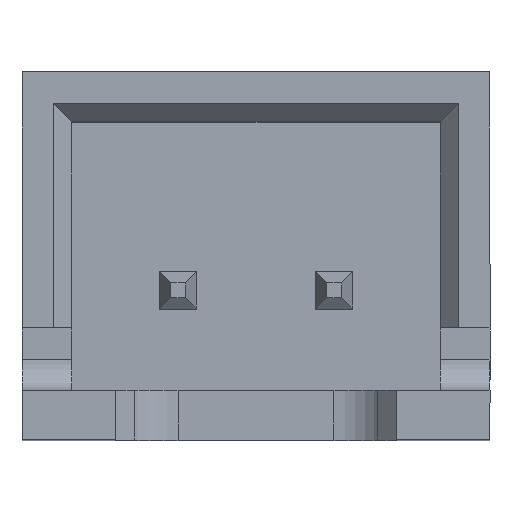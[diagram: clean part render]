
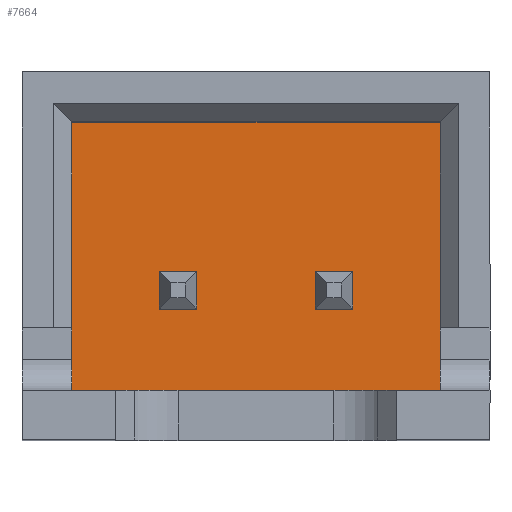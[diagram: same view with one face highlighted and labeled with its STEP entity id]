
A CAD part, top view. The second image highlights one B-rep face of the part: STEP entity #7664.
In plain terms, the highlighted planar face has unit normal (0, 0, 1).
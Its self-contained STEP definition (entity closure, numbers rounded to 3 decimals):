
#65 = AXIS2_PLACEMENT_3D ( 'NONE', #7473, #9578, #9648 ) ;
#171 = VECTOR ( 'NONE', #13527, 1000. ) ;
#268 = EDGE_CURVE ( 'NONE', #2095, #5101, #7917, .T. ) ;
#547 = PLANE ( 'NONE',  #65 ) ;
#641 = CARTESIAN_POINT ( 'NONE',  ( 2.95, 2.15, 2. ) ) ;
#1131 = CARTESIAN_POINT ( 'NONE',  ( -1.55, -0.85, 2. ) ) ;
#1217 = ORIENTED_EDGE ( 'NONE', *, *, #2903, .F. ) ;
#1259 = DIRECTION ( 'NONE',  ( 0., 1., 0. ) ) ;
#1286 = DIRECTION ( 'NONE',  ( 1., 0., 0. ) ) ;
#1354 = VERTEX_POINT ( 'NONE', #5397 ) ;
#1393 = VECTOR ( 'NONE', #8628, 1000. ) ;
#1481 = CARTESIAN_POINT ( 'NONE',  ( 2.95, -2.15, 2. ) ) ;
#1486 = VERTEX_POINT ( 'NONE', #6213 ) ;
#1925 = VECTOR ( 'NONE', #1259, 1000. ) ;
#2095 = VERTEX_POINT ( 'NONE', #8851 ) ;
#2371 = LINE ( 'NONE', #10184, #9002 ) ;
#2640 = CARTESIAN_POINT ( 'NONE',  ( -1.55, -0.25, 2. ) ) ;
#2848 = DIRECTION ( 'NONE',  ( 0., 1., 0. ) ) ;
#2903 = EDGE_CURVE ( 'NONE', #7176, #2095, #6173, .T. ) ;
#3068 = ORIENTED_EDGE ( 'NONE', *, *, #3922, .F. ) ;
#3210 = VECTOR ( 'NONE', #12567, 1000. ) ;
#3231 = VERTEX_POINT ( 'NONE', #7852 ) ;
#3274 = ORIENTED_EDGE ( 'NONE', *, *, #13169, .T. ) ;
#3445 = EDGE_CURVE ( 'NONE', #9295, #3231, #4342, .T. ) ;
#3571 = EDGE_CURVE ( 'NONE', #1486, #11738, #12165, .T. ) ;
#3922 = EDGE_CURVE ( 'NONE', #3231, #11744, #7546, .T. ) ;
#3950 = CARTESIAN_POINT ( 'NONE',  ( 1.55, -0.25, 2. ) ) ;
#4050 = CARTESIAN_POINT ( 'NONE',  ( 2.95, 2.15, 2. ) ) ;
#4070 = VECTOR ( 'NONE', #11160, 1000. ) ;
#4294 = DIRECTION ( 'NONE',  ( -1., 0., 0. ) ) ;
#4336 = LINE ( 'NONE', #13791, #9518 ) ;
#4342 = LINE ( 'NONE', #1131, #4070 ) ;
#4454 = DIRECTION ( 'NONE',  ( 1., 0., 0. ) ) ;
#5087 = CARTESIAN_POINT ( 'NONE',  ( 0.95, -0.25, 2. ) ) ;
#5101 = VERTEX_POINT ( 'NONE', #5087 ) ;
#5163 = CARTESIAN_POINT ( 'NONE',  ( -1.55, -0.85, 2. ) ) ;
#5397 = CARTESIAN_POINT ( 'NONE',  ( -1.55, -0.25, 2. ) ) ;
#5605 = CARTESIAN_POINT ( 'NONE',  ( 0.95, -0.25, 2. ) ) ;
#6034 = ORIENTED_EDGE ( 'NONE', *, *, #3445, .F. ) ;
#6105 = EDGE_CURVE ( 'NONE', #5101, #7651, #10364, .T. ) ;
#6173 = LINE ( 'NONE', #3950, #13679 ) ;
#6213 = CARTESIAN_POINT ( 'NONE',  ( -2.95, 2.15, 2. ) ) ;
#6403 = EDGE_CURVE ( 'NONE', #7651, #7176, #4336, .T. ) ;
#6837 = VECTOR ( 'NONE', #4294, 1000. ) ;
#6934 = ORIENTED_EDGE ( 'NONE', *, *, #10447, .F. ) ;
#7160 = DIRECTION ( 'NONE',  ( 0., -1., 0. ) ) ;
#7176 = VERTEX_POINT ( 'NONE', #9122 ) ;
#7473 = CARTESIAN_POINT ( 'NONE',  ( 0., 0., 2. ) ) ;
#7540 = FACE_BOUND ( 'NONE', #10947, .T. ) ;
#7546 = LINE ( 'NONE', #9654, #10940 ) ;
#7610 = VECTOR ( 'NONE', #13108, 1000. ) ;
#7623 = DIRECTION ( 'NONE',  ( 0., 1., 0. ) ) ;
#7651 = VERTEX_POINT ( 'NONE', #11916 ) ;
#7664 = ADVANCED_FACE ( 'NONE', ( #7540, #7687, #10805 ), #547, .T. ) ;
#7687 = FACE_OUTER_BOUND ( 'NONE', #8729, .T. ) ;
#7726 = CARTESIAN_POINT ( 'NONE',  ( -2.95, 2.15, 2. ) ) ;
#7852 = CARTESIAN_POINT ( 'NONE',  ( -0.95, -0.85, 2. ) ) ;
#7917 = LINE ( 'NONE', #5605, #171 ) ;
#7955 = CARTESIAN_POINT ( 'NONE',  ( -2.95, -2.15, 2. ) ) ;
#7999 = VERTEX_POINT ( 'NONE', #14421 ) ;
#8144 = EDGE_LOOP ( 'NONE', ( #10291, #1217, #11006, #9138 ) ) ;
#8628 = DIRECTION ( 'NONE',  ( -1., 0., 0. ) ) ;
#8729 = EDGE_LOOP ( 'NONE', ( #11117, #3274, #9303, #12611 ) ) ;
#8851 = CARTESIAN_POINT ( 'NONE',  ( 1.55, -0.25, 2. ) ) ;
#9002 = VECTOR ( 'NONE', #4454, 1000. ) ;
#9122 = CARTESIAN_POINT ( 'NONE',  ( 1.55, -0.85, 2. ) ) ;
#9138 = ORIENTED_EDGE ( 'NONE', *, *, #6105, .F. ) ;
#9295 = VERTEX_POINT ( 'NONE', #5163 ) ;
#9303 = ORIENTED_EDGE ( 'NONE', *, *, #12153, .T. ) ;
#9518 = VECTOR ( 'NONE', #1286, 1000. ) ;
#9578 = DIRECTION ( 'NONE',  ( 0., 0., 1. ) ) ;
#9583 = LINE ( 'NONE', #11921, #1393 ) ;
#9648 = DIRECTION ( 'NONE',  ( 1., 0., 0. ) ) ;
#9654 = CARTESIAN_POINT ( 'NONE',  ( -0.95, -0.25, 2. ) ) ;
#10184 = CARTESIAN_POINT ( 'NONE',  ( -2.95, -2.15, 2. ) ) ;
#10273 = CARTESIAN_POINT ( 'NONE',  ( -0.95, -0.25, 2. ) ) ;
#10291 = ORIENTED_EDGE ( 'NONE', *, *, #268, .F. ) ;
#10364 = LINE ( 'NONE', #10509, #3210 ) ;
#10447 = EDGE_CURVE ( 'NONE', #1354, #9295, #12695, .T. ) ;
#10509 = CARTESIAN_POINT ( 'NONE',  ( 0.95, -0.25, 2. ) ) ;
#10805 = FACE_BOUND ( 'NONE', #8144, .T. ) ;
#10940 = VECTOR ( 'NONE', #7623, 1000. ) ;
#10947 = EDGE_LOOP ( 'NONE', ( #11493, #3068, #6034, #6934 ) ) ;
#11006 = ORIENTED_EDGE ( 'NONE', *, *, #6403, .F. ) ;
#11029 = EDGE_CURVE ( 'NONE', #11738, #7999, #2371, .T. ) ;
#11117 = ORIENTED_EDGE ( 'NONE', *, *, #11029, .T. ) ;
#11160 = DIRECTION ( 'NONE',  ( 1., 0., 0. ) ) ;
#11493 = ORIENTED_EDGE ( 'NONE', *, *, #12400, .F. ) ;
#11569 = LINE ( 'NONE', #1481, #1925 ) ;
#11738 = VERTEX_POINT ( 'NONE', #7955 ) ;
#11744 = VERTEX_POINT ( 'NONE', #10273 ) ;
#11871 = LINE ( 'NONE', #641, #6837 ) ;
#11916 = CARTESIAN_POINT ( 'NONE',  ( 0.95, -0.85, 2. ) ) ;
#11921 = CARTESIAN_POINT ( 'NONE',  ( -1.55, -0.25, 2. ) ) ;
#12153 = EDGE_CURVE ( 'NONE', #14512, #1486, #11871, .T. ) ;
#12165 = LINE ( 'NONE', #7726, #7610 ) ;
#12400 = EDGE_CURVE ( 'NONE', #11744, #1354, #9583, .T. ) ;
#12567 = DIRECTION ( 'NONE',  ( 0., -1., 0. ) ) ;
#12611 = ORIENTED_EDGE ( 'NONE', *, *, #3571, .T. ) ;
#12695 = LINE ( 'NONE', #2640, #14357 ) ;
#13108 = DIRECTION ( 'NONE',  ( 0., -1., 0. ) ) ;
#13169 = EDGE_CURVE ( 'NONE', #7999, #14512, #11569, .T. ) ;
#13527 = DIRECTION ( 'NONE',  ( -1., 0., 0. ) ) ;
#13679 = VECTOR ( 'NONE', #2848, 1000. ) ;
#13791 = CARTESIAN_POINT ( 'NONE',  ( 0.95, -0.85, 2. ) ) ;
#14357 = VECTOR ( 'NONE', #7160, 1000. ) ;
#14421 = CARTESIAN_POINT ( 'NONE',  ( 2.95, -2.15, 2. ) ) ;
#14512 = VERTEX_POINT ( 'NONE', #4050 ) ;
